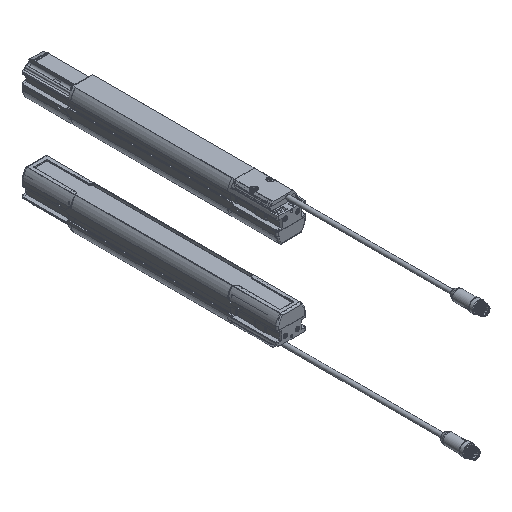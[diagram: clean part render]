
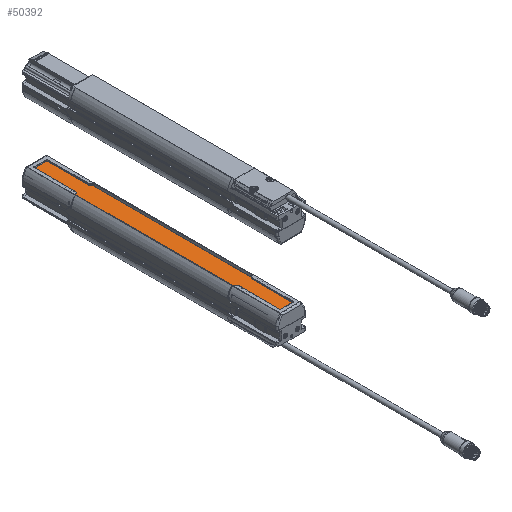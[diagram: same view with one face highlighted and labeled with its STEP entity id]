
A CAD part, isometric view. The second image highlights one B-rep face of the part: STEP entity #50392.
In plain terms, the highlighted planar face has unit normal (0, 0, 1).
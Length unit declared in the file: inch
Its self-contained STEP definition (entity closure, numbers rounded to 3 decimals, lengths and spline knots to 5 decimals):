
#807 = CARTESIAN_POINT ( 'NONE',  ( -0.21546, -5.99464, -1.5 ) ) ;
#8830 = CARTESIAN_POINT ( 'NONE',  ( -0.41339, 6.0034, -1.5 ) ) ;
#9653 = ORIENTED_EDGE ( 'NONE', *, *, #99709, .T. ) ;
#10528 = VERTEX_POINT ( 'NONE', #17837 ) ;
#16140 = VECTOR ( 'NONE', #32833, 39.37008 ) ;
#17837 = CARTESIAN_POINT ( 'NONE',  ( -0.41339, -5.99464, -1.5 ) ) ;
#24574 = EDGE_CURVE ( 'NONE', #33243, #96544, #77289, .T. ) ;
#26277 = DIRECTION ( 'NONE',  ( 0., -1., 0. ) ) ;
#26873 = VECTOR ( 'NONE', #26277, 39.37008 ) ;
#27800 = LINE ( 'NONE', #65665, #80236 ) ;
#32297 = DIRECTION ( 'NONE',  ( -1., 0., 0. ) ) ;
#32833 = DIRECTION ( 'NONE',  ( 0., 1., 0. ) ) ;
#33243 = VERTEX_POINT ( 'NONE', #40476 ) ;
#35381 = CARTESIAN_POINT ( 'NONE',  ( -0.41339, 112.10576, -1.5 ) ) ;
#38910 = CARTESIAN_POINT ( 'NONE',  ( 0.41339, 112.10576, -1.5 ) ) ;
#40476 = CARTESIAN_POINT ( 'NONE',  ( 0.41339, -5.99464, -1.5 ) ) ;
#47427 = EDGE_LOOP ( 'NONE', ( #9653, #90852, #64401, #93809 ) ) ;
#47948 = FACE_OUTER_BOUND ( 'NONE', #47427, .T. ) ;
#48941 = VERTEX_POINT ( 'NONE', #8830 ) ;
#50392 = ADVANCED_FACE ( 'NONE', ( #47948 ), #64094, .F. ) ;
#53175 = EDGE_CURVE ( 'NONE', #10528, #33243, #77559, .T. ) ;
#62897 = DIRECTION ( 'NONE',  ( 1., 0., 0. ) ) ;
#64094 = PLANE ( 'NONE',  #77321 ) ;
#64401 = ORIENTED_EDGE ( 'NONE', *, *, #24574, .T. ) ;
#65665 = CARTESIAN_POINT ( 'NONE',  ( -0.41339, 6.0034, -1.5 ) ) ;
#66088 = VECTOR ( 'NONE', #62897, 39.37008 ) ;
#70671 = CARTESIAN_POINT ( 'NONE',  ( -0.41339, 112.10576, -1.5 ) ) ;
#77289 = LINE ( 'NONE', #38910, #16140 ) ;
#77321 = AXIS2_PLACEMENT_3D ( 'NONE', #70671, #86816, #32297 ) ;
#77559 = LINE ( 'NONE', #807, #66088 ) ;
#80236 = VECTOR ( 'NONE', #81820, 39.37008 ) ;
#81820 = DIRECTION ( 'NONE',  ( 1., 0., 0. ) ) ;
#85726 = EDGE_CURVE ( 'NONE', #48941, #96544, #27800, .T. ) ;
#86816 = DIRECTION ( 'NONE',  ( 0., 0., -1. ) ) ;
#90852 = ORIENTED_EDGE ( 'NONE', *, *, #53175, .T. ) ;
#93809 = ORIENTED_EDGE ( 'NONE', *, *, #85726, .F. ) ;
#95486 = LINE ( 'NONE', #35381, #26873 ) ;
#96544 = VERTEX_POINT ( 'NONE', #96556 ) ;
#96556 = CARTESIAN_POINT ( 'NONE',  ( 0.41339, 6.0034, -1.5 ) ) ;
#99709 = EDGE_CURVE ( 'NONE', #48941, #10528, #95486, .T. ) ;
